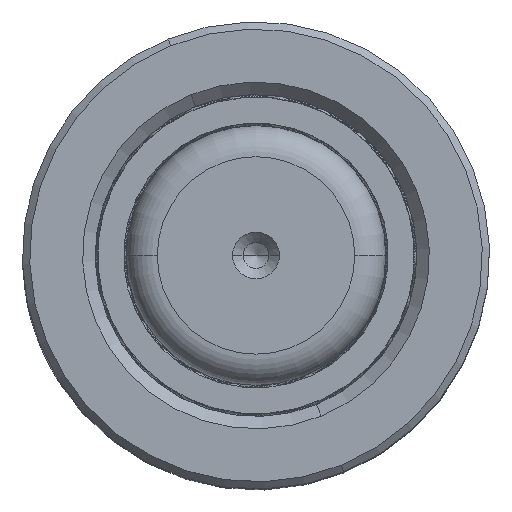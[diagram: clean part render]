
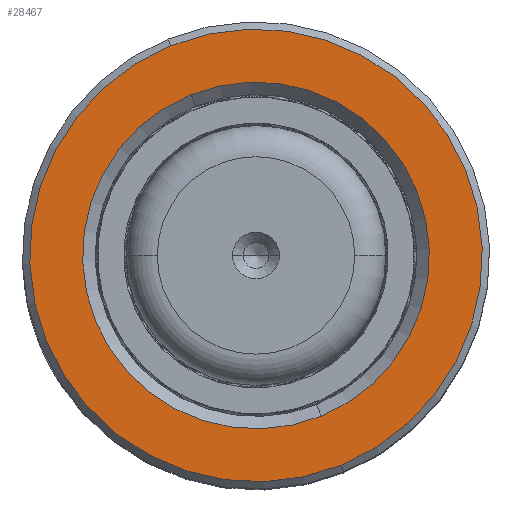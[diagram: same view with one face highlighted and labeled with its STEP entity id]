
A CAD part, top view. The second image highlights one B-rep face of the part: STEP entity #28467.
In plain terms, the highlighted planar face has unit normal (0, 0, 1).
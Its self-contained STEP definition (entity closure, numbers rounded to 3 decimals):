
#545 = CARTESIAN_POINT ( 'NONE',  ( 0., 0., 60. ) ) ;
#691 = CIRCLE ( 'NONE', #6809, 21.8 ) ;
#2730 = FACE_OUTER_BOUND ( 'NONE', #28233, .T. ) ;
#3876 = DIRECTION ( 'NONE',  ( 0., 0., -1. ) ) ;
#4903 = CIRCLE ( 'NONE', #18248, 16.7 ) ;
#6443 = VERTEX_POINT ( 'NONE', #44894 ) ;
#6809 = AXIS2_PLACEMENT_3D ( 'NONE', #37998, #26647, #30309 ) ;
#10110 = ORIENTED_EDGE ( 'NONE', *, *, #17422, .T. ) ;
#12075 = VERTEX_POINT ( 'NONE', #26399 ) ;
#13576 = CARTESIAN_POINT ( 'NONE',  ( 21.8, 0., 60. ) ) ;
#14286 = DIRECTION ( 'NONE',  ( 1., 0., 0. ) ) ;
#15611 = AXIS2_PLACEMENT_3D ( 'NONE', #41087, #40769, #14286 ) ;
#16742 = DIRECTION ( 'NONE',  ( 0., 0., -1. ) ) ;
#17370 = ORIENTED_EDGE ( 'NONE', *, *, #47050, .T. ) ;
#17422 = EDGE_CURVE ( 'NONE', #24751, #12075, #691, .T. ) ;
#18248 = AXIS2_PLACEMENT_3D ( 'NONE', #47215, #16742, #27380 ) ;
#18618 = EDGE_LOOP ( 'NONE', ( #47966, #17370 ) ) ;
#23647 = AXIS2_PLACEMENT_3D ( 'NONE', #545, #3876, #27093 ) ;
#24751 = VERTEX_POINT ( 'NONE', #13576 ) ;
#25113 = CIRCLE ( 'NONE', #23647, 16.7 ) ;
#26399 = CARTESIAN_POINT ( 'NONE',  ( -21.8, 0., 60. ) ) ;
#26618 = DIRECTION ( 'NONE',  ( 1., 0., 0. ) ) ;
#26647 = DIRECTION ( 'NONE',  ( 0., 0., 1. ) ) ;
#27093 = DIRECTION ( 'NONE',  ( 1., 0., 0. ) ) ;
#27257 = EDGE_CURVE ( 'NONE', #12075, #24751, #37212, .T. ) ;
#27380 = DIRECTION ( 'NONE',  ( 1., 0., 0. ) ) ;
#28233 = EDGE_LOOP ( 'NONE', ( #32707, #10110 ) ) ;
#28467 = ADVANCED_FACE ( 'NONE', ( #2730, #46740 ), #30455, .T. ) ;
#28550 = AXIS2_PLACEMENT_3D ( 'NONE', #38479, #46390, #26618 ) ;
#30309 = DIRECTION ( 'NONE',  ( 1., 0., 0. ) ) ;
#30455 = PLANE ( 'NONE',  #28550 ) ;
#32707 = ORIENTED_EDGE ( 'NONE', *, *, #27257, .T. ) ;
#35794 = CARTESIAN_POINT ( 'NONE',  ( 16.7, 0., 60. ) ) ;
#37212 = CIRCLE ( 'NONE', #15611, 21.8 ) ;
#37998 = CARTESIAN_POINT ( 'NONE',  ( 0., 0., 60. ) ) ;
#38479 = CARTESIAN_POINT ( 'NONE',  ( 0., 0., 60. ) ) ;
#40769 = DIRECTION ( 'NONE',  ( 0., 0., 1. ) ) ;
#41087 = CARTESIAN_POINT ( 'NONE',  ( 0., 0., 60. ) ) ;
#42036 = VERTEX_POINT ( 'NONE', #35794 ) ;
#44894 = CARTESIAN_POINT ( 'NONE',  ( -16.7, 0., 60. ) ) ;
#45023 = EDGE_CURVE ( 'NONE', #42036, #6443, #25113, .T. ) ;
#46390 = DIRECTION ( 'NONE',  ( 0., 0., 1. ) ) ;
#46740 = FACE_BOUND ( 'NONE', #18618, .T. ) ;
#47050 = EDGE_CURVE ( 'NONE', #6443, #42036, #4903, .T. ) ;
#47215 = CARTESIAN_POINT ( 'NONE',  ( 0., 0., 60. ) ) ;
#47966 = ORIENTED_EDGE ( 'NONE', *, *, #45023, .T. ) ;
